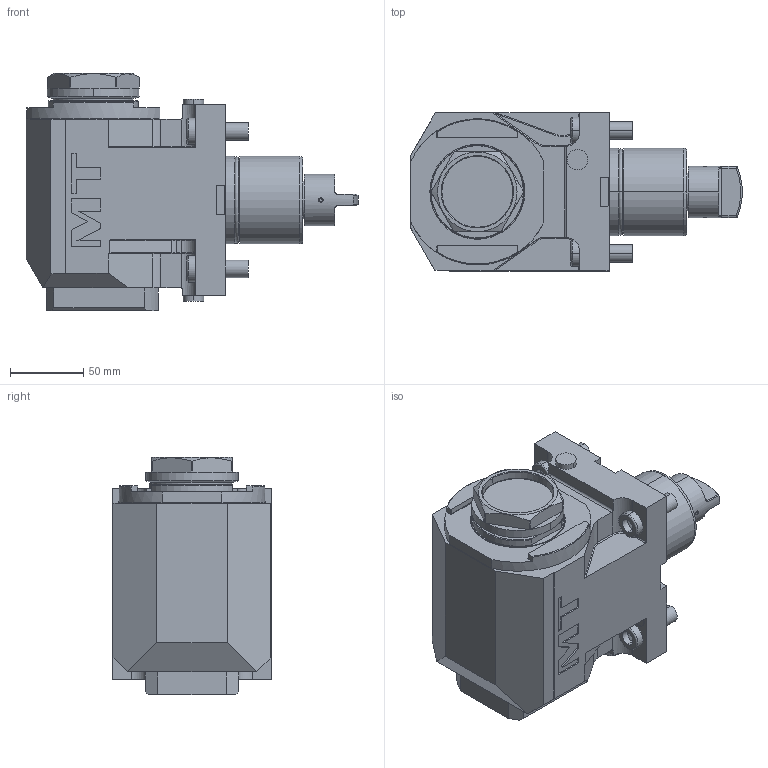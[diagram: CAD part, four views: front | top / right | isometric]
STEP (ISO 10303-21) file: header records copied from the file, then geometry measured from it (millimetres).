
FILE_DESCRIPTION((''),'2;1');
FILE_NAME('MNL0850250_CONF','2023-02-14T09:28:43',('sterribile'),('M.T. srl'),'CREO PARAMETRIC BY PTC INC, 2021072','CREO PARAMETRIC BY PTC INC, 2021072','');
FILE_SCHEMA(('CONFIG_CONTROL_DESIGN'));
Length unit declared in the file: millimetre
Products named in the file (1): MNL0850250_CONF
Bounding box: 226.86 x 108 x 162 mm (x, y, z)
Volume: 1927037.1 mm3; surface area: 136773.7 mm2
Topology: 2 solids, 2 shells, 395 faces, 971 edges, 616 vertices
Faces by surface type: plane 182, cylinder 137, torus 40, cone 32, extrusion 4
Entity records: 13180 total; most frequent: CARTESIAN_POINT 3653, DIRECTION 2031, ORIENTED_EDGE 1942, EDGE_CURVE 971, AXIS2_PLACEMENT_3D 743, VERTEX_POINT 616, VECTOR 545, LINE 541
